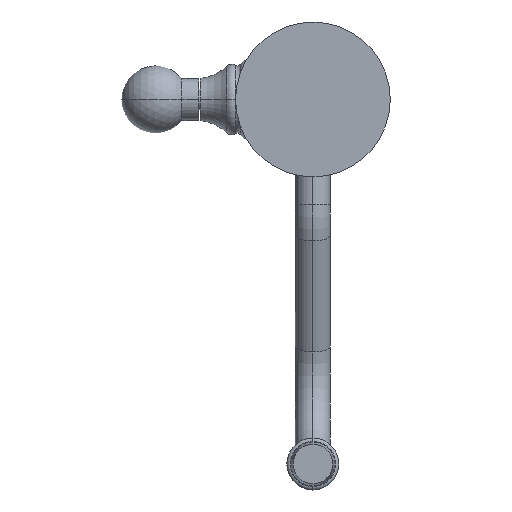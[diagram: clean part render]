
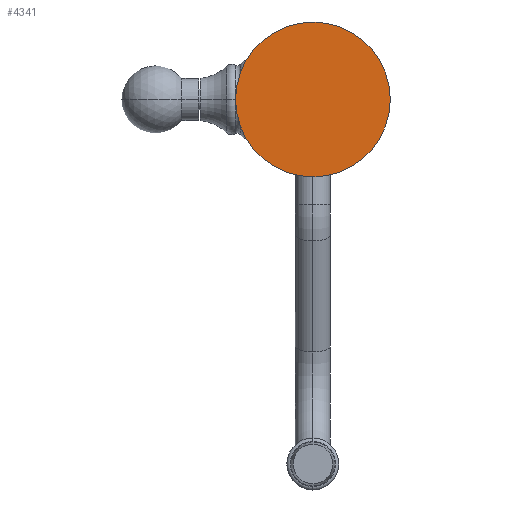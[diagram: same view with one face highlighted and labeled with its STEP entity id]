
A CAD part, front view. The second image highlights one B-rep face of the part: STEP entity #4341.
In plain terms, the highlighted planar face has unit normal (0, -1, 0).
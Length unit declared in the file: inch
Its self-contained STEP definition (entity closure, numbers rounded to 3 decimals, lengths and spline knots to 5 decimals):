
#2=CARTESIAN_POINT('',(0.,0.,0.));
#3=DIRECTION('',(0.,-1.,0.));
#4=DIRECTION('',(1.,0.,0.));
#5=AXIS2_PLACEMENT_3D('',#2,#3,#4);
#17=CARTESIAN_POINT('',(0.,0.,0.));
#18=DIRECTION('',(0.,1.,0.));
#19=DIRECTION('',(1.,0.,0.));
#20=AXIS2_PLACEMENT_3D('',#17,#18,#19);
#1616=CARTESIAN_POINT('',(1.1,0.,0.));
#1618=VERTEX_POINT('',#1616);
#1620=CARTESIAN_POINT('',(-1.1,0.,0.));
#1622=VERTEX_POINT('',#1620);
#4332=CARTESIAN_POINT('',(0.,0.,0.));
#4333=DIRECTION('',(0.,-1.,0.));
#4334=DIRECTION('',(-1.,0.,0.));
#4335=AXIS2_PLACEMENT_3D('',#4332,#4333,#4334);
#4336=PLANE('',#4335);
#4337=ORIENTED_EDGE('',*,*,#1981,.F.);
#4338=ORIENTED_EDGE('',*,*,#1999,.T.);
#4339=EDGE_LOOP('',(#4337,#4338));
#4340=FACE_OUTER_BOUND('',#4339,.F.);
#4341=ADVANCED_FACE('',(#4340),#4336,.T.);
#6=CIRCLE('',#5,1.1);
#21=CIRCLE('',#20,1.1);
#1981=EDGE_CURVE('',#1618,#1622,#6,.T.);
#1999=EDGE_CURVE('',#1618,#1622,#21,.T.);
